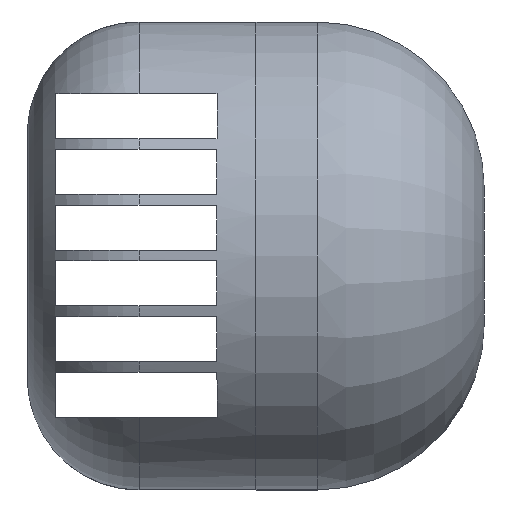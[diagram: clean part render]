
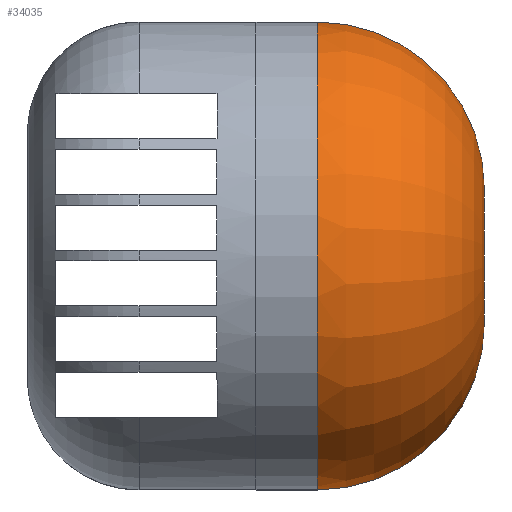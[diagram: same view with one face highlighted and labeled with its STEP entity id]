
A CAD part, left-side view. The second image highlights one B-rep face of the part: STEP entity #34035.
In plain terms, the highlighted toroidal (fillet/blend) face has major radius 12 mm and minor radius 30 mm.
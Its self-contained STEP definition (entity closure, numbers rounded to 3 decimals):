
#882 = DIRECTION ( 'NONE',  ( 0., 0., 1. ) ) ;
#964 = CIRCLE ( 'NONE', #24658, 30. ) ;
#1105 = EDGE_CURVE ( 'NONE', #22137, #34028, #10160, .T. ) ;
#1182 = DIRECTION ( 'NONE',  ( 0., 1., 0. ) ) ;
#1497 = CIRCLE ( 'NONE', #9232, 42. ) ;
#2654 = CARTESIAN_POINT ( 'NONE',  ( 110., 11., -42. ) ) ;
#2903 = CARTESIAN_POINT ( 'NONE',  ( 110., 11., 12. ) ) ;
#3863 = DIRECTION ( 'NONE',  ( 0., -1., 0. ) ) ;
#4385 = VERTEX_POINT ( 'NONE', #2654 ) ;
#5562 = AXIS2_PLACEMENT_3D ( 'NONE', #5615, #28565, #8948 ) ;
#5615 = CARTESIAN_POINT ( 'NONE',  ( 110., 41., 0. ) ) ;
#6188 = DIRECTION ( 'NONE',  ( 0., 0., -1. ) ) ;
#6562 = EDGE_CURVE ( 'NONE', #4385, #34028, #21415, .T. ) ;
#6931 = ORIENTED_EDGE ( 'NONE', *, *, #33990, .F. ) ;
#7292 = CARTESIAN_POINT ( 'NONE',  ( 110., 11., 0. ) ) ;
#8603 = ORIENTED_EDGE ( 'NONE', *, *, #1105, .F. ) ;
#8948 = DIRECTION ( 'NONE',  ( 0., 0., 1. ) ) ;
#9232 = AXIS2_PLACEMENT_3D ( 'NONE', #23523, #3863, #26862 ) ;
#10160 = CIRCLE ( 'NONE', #5562, 12. ) ;
#17919 = FACE_OUTER_BOUND ( 'NONE', #41623, .T. ) ;
#19364 = CARTESIAN_POINT ( 'NONE',  ( 110., 11., 42. ) ) ;
#20209 = CARTESIAN_POINT ( 'NONE',  ( 110., 41., -12. ) ) ;
#20489 = DIRECTION ( 'NONE',  ( 0., 1., 0. ) ) ;
#20804 = DIRECTION ( 'NONE',  ( 1., 0., 0. ) ) ;
#21415 = CIRCLE ( 'NONE', #24664, 30. ) ;
#22137 = VERTEX_POINT ( 'NONE', #35513 ) ;
#23523 = CARTESIAN_POINT ( 'NONE',  ( 110., 11., 0. ) ) ;
#24584 = AXIS2_PLACEMENT_3D ( 'NONE', #7292, #20489, #882 ) ;
#24658 = AXIS2_PLACEMENT_3D ( 'NONE', #2903, #25900, #6188 ) ;
#24664 = AXIS2_PLACEMENT_3D ( 'NONE', #40412, #20804, #1182 ) ;
#25900 = DIRECTION ( 'NONE',  ( 1., 0., 0. ) ) ;
#26862 = DIRECTION ( 'NONE',  ( 0., 0., 1. ) ) ;
#28475 = ORIENTED_EDGE ( 'NONE', *, *, #35087, .T. ) ;
#28565 = DIRECTION ( 'NONE',  ( 0., 1., 0. ) ) ;
#32398 = VERTEX_POINT ( 'NONE', #19364 ) ;
#33977 = ORIENTED_EDGE ( 'NONE', *, *, #6562, .T. ) ;
#33990 = EDGE_CURVE ( 'NONE', #4385, #32398, #1497, .T. ) ;
#34028 = VERTEX_POINT ( 'NONE', #20209 ) ;
#34035 = ADVANCED_FACE ( 'NONE', ( #17919 ), #38910, .T. ) ;
#35087 = EDGE_CURVE ( 'NONE', #22137, #32398, #964, .T. ) ;
#35513 = CARTESIAN_POINT ( 'NONE',  ( 110., 41., 12. ) ) ;
#38910 = TOROIDAL_SURFACE ( 'NONE', #24584, 12., 30. ) ;
#40412 = CARTESIAN_POINT ( 'NONE',  ( 110., 11., -12. ) ) ;
#41623 = EDGE_LOOP ( 'NONE', ( #28475, #6931, #33977, #8603 ) ) ;
